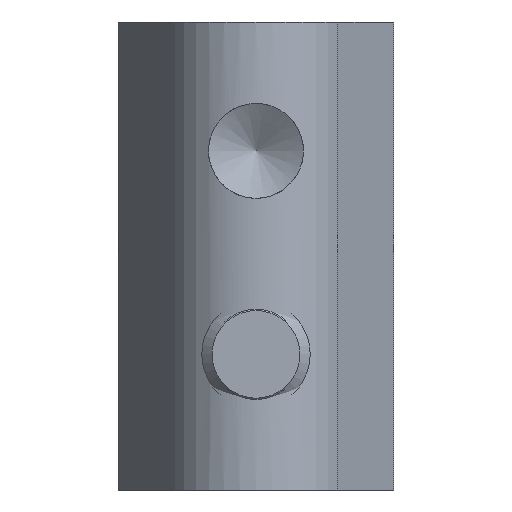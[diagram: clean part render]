
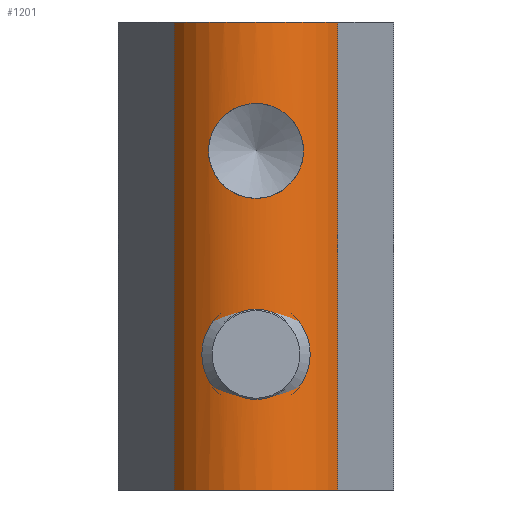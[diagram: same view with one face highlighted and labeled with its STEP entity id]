
A CAD part, left-side view. The second image highlights one B-rep face of the part: STEP entity #1201.
In plain terms, the highlighted cylindrical face has radius 7 mm (diameter 14 mm), a partial arc.
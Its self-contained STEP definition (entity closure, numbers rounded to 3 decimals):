
#75=FACE_BOUND('',#168,.T.);
#76=FACE_BOUND('',#169,.T.);
#85=B_SPLINE_CURVE_WITH_KNOTS('',3,(#1751,#1752,#1753,#1754,#1755,#1756,
#1757,#1758,#1759,#1760,#1761,#1762,#1763,#1764,#1765,#1766,#1767,#1768),
 .UNSPECIFIED.,.F.,.F.,(4,2,2,2,2,2,2,2,4),(1.02,1.147,
1.275,1.402,1.53,1.657,1.784,
1.912,2.039),.UNSPECIFIED.);
#86=B_SPLINE_CURVE_WITH_KNOTS('',3,(#1769,#1770,#1771,#1772,#1773,#1774,
#1775,#1776,#1777,#1778,#1779,#1780,#1781,#1782,#1783,#1784,#1785,#1786),
 .UNSPECIFIED.,.F.,.F.,(4,2,2,2,2,2,2,2,4),(2.039,2.167,
2.295,2.422,2.549,2.677,2.804,
2.932,3.059),.UNSPECIFIED.);
#87=B_SPLINE_CURVE_WITH_KNOTS('',3,(#1789,#1790,#1791,#1792,#1793,#1794,
#1795,#1796,#1797,#1798,#1799,#1800,#1801,#1802,#1803,#1804,#1805,#1806),
 .UNSPECIFIED.,.F.,.F.,(4,2,2,2,2,2,2,2,4),(1.076,1.211,
1.346,1.48,1.614,1.749,1.883,
2.018,2.153),.UNSPECIFIED.);
#88=B_SPLINE_CURVE_WITH_KNOTS('',3,(#1807,#1808,#1809,#1810,#1811,#1812,
#1813,#1814,#1815,#1816,#1817,#1818,#1819,#1820,#1821,#1822,#1823,#1824),
 .UNSPECIFIED.,.F.,.F.,(4,2,2,2,2,2,2,2,4),(2.153,2.287,
2.422,2.556,2.691,2.825,2.959,
3.094,3.229),.UNSPECIFIED.);
#102=FACE_OUTER_BOUND('',#167,.T.);
#167=EDGE_LOOP('',(#781,#782,#783,#784));
#168=EDGE_LOOP('',(#785,#786));
#169=EDGE_LOOP('',(#787,#788));
#242=LINE('',#1745,#346);
#243=LINE('',#1748,#347);
#346=VECTOR('',#1409,1000.);
#347=VECTOR('',#1412,1000.);
#450=CIRCLE('',#1289,7.);
#451=CIRCLE('',#1290,7.);
#496=VERTEX_POINT('',#1741);
#497=VERTEX_POINT('',#1742);
#498=VERTEX_POINT('',#1744);
#499=VERTEX_POINT('',#1746);
#500=VERTEX_POINT('',#1749);
#501=VERTEX_POINT('',#1750);
#502=VERTEX_POINT('',#1787);
#503=VERTEX_POINT('',#1788);
#610=EDGE_CURVE('',#496,#497,#450,.T.);
#611=EDGE_CURVE('',#498,#497,#242,.T.);
#612=EDGE_CURVE('',#499,#498,#451,.T.);
#613=EDGE_CURVE('',#499,#496,#243,.T.);
#614=EDGE_CURVE('',#500,#501,#85,.T.);
#615=EDGE_CURVE('',#501,#500,#86,.T.);
#616=EDGE_CURVE('',#502,#503,#87,.T.);
#617=EDGE_CURVE('',#503,#502,#88,.T.);
#781=ORIENTED_EDGE('',*,*,#610,.T.);
#782=ORIENTED_EDGE('',*,*,#611,.F.);
#783=ORIENTED_EDGE('',*,*,#612,.F.);
#784=ORIENTED_EDGE('',*,*,#613,.T.);
#785=ORIENTED_EDGE('',*,*,#614,.F.);
#786=ORIENTED_EDGE('',*,*,#615,.F.);
#787=ORIENTED_EDGE('',*,*,#616,.F.);
#788=ORIENTED_EDGE('',*,*,#617,.F.);
#1123=CYLINDRICAL_SURFACE('',#1288,7.);
#1201=ADVANCED_FACE('',(#102,#75,#76),#1123,.T.);
#1288=AXIS2_PLACEMENT_3D('',#1740,#1405,#1406);
#1289=AXIS2_PLACEMENT_3D('',#1743,#1407,#1408);
#1290=AXIS2_PLACEMENT_3D('',#1747,#1410,#1411);
#1405=DIRECTION('center_axis',(0.,0.,1.));
#1406=DIRECTION('ref_axis',(0.,1.,0.));
#1407=DIRECTION('center_axis',(0.,0.,-1.));
#1408=DIRECTION('ref_axis',(-1.,0.,0.));
#1409=DIRECTION('',(0.,0.,1.));
#1410=DIRECTION('center_axis',(0.,0.,-1.));
#1411=DIRECTION('ref_axis',(-1.,0.,0.));
#1412=DIRECTION('',(0.,0.,1.));
#1740=CARTESIAN_POINT('Origin',(-6.,0.,
-10.));
#1741=CARTESIAN_POINT('',(-9.568,-6.023,24.5));
#1742=CARTESIAN_POINT('',(-9.568,6.023,24.5));
#1743=CARTESIAN_POINT('Origin',(-6.,0.,
24.5));
#1744=CARTESIAN_POINT('',(-9.568,6.023,-10.));
#1745=CARTESIAN_POINT('',(-9.568,6.023,-10.));
#1746=CARTESIAN_POINT('',(-9.568,-6.023,-10.));
#1747=CARTESIAN_POINT('Origin',(-6.,0.,
-10.));
#1748=CARTESIAN_POINT('',(-9.568,-6.023,-10.));
#1749=CARTESIAN_POINT('',(-12.161,3.324,0.));
#1750=CARTESIAN_POINT('',(-12.161,-3.324,0.));
#1751=CARTESIAN_POINT('Ctrl Pts',(-12.161,3.324,0.));
#1752=CARTESIAN_POINT('Ctrl Pts',(-12.161,3.324,-0.425));
#1753=CARTESIAN_POINT('Ctrl Pts',(-12.209,3.237,-0.873));
#1754=CARTESIAN_POINT('Ctrl Pts',(-12.376,2.896,-1.689));
#1755=CARTESIAN_POINT('Ctrl Pts',(-12.49,2.642,-2.058));
#1756=CARTESIAN_POINT('Ctrl Pts',(-12.697,2.059,-2.641));
#1757=CARTESIAN_POINT('Ctrl Pts',(-12.806,1.69,-2.896));
#1758=CARTESIAN_POINT('Ctrl Pts',(-12.958,0.873,-3.237));
#1759=CARTESIAN_POINT('Ctrl Pts',(-13.,0.424,-3.324));
#1760=CARTESIAN_POINT('Ctrl Pts',(-13.,-0.424,
-3.324));
#1761=CARTESIAN_POINT('Ctrl Pts',(-12.958,-0.873,
-3.237));
#1762=CARTESIAN_POINT('Ctrl Pts',(-12.806,-1.69,-2.896));
#1763=CARTESIAN_POINT('Ctrl Pts',(-12.697,-2.059,-2.641));
#1764=CARTESIAN_POINT('Ctrl Pts',(-12.49,-2.642,-2.058));
#1765=CARTESIAN_POINT('Ctrl Pts',(-12.376,-2.896,-1.689));
#1766=CARTESIAN_POINT('Ctrl Pts',(-12.209,-3.237,-0.873));
#1767=CARTESIAN_POINT('Ctrl Pts',(-12.161,-3.324,-0.425));
#1768=CARTESIAN_POINT('Ctrl Pts',(-12.161,-3.324,0.));
#1769=CARTESIAN_POINT('Ctrl Pts',(-12.161,-3.324,0.));
#1770=CARTESIAN_POINT('Ctrl Pts',(-12.161,-3.324,0.425));
#1771=CARTESIAN_POINT('Ctrl Pts',(-12.209,-3.237,0.873));
#1772=CARTESIAN_POINT('Ctrl Pts',(-12.376,-2.896,1.689));
#1773=CARTESIAN_POINT('Ctrl Pts',(-12.49,-2.642,2.058));
#1774=CARTESIAN_POINT('Ctrl Pts',(-12.697,-2.059,2.641));
#1775=CARTESIAN_POINT('Ctrl Pts',(-12.806,-1.69,2.896));
#1776=CARTESIAN_POINT('Ctrl Pts',(-12.958,-0.873,
3.237));
#1777=CARTESIAN_POINT('Ctrl Pts',(-13.,-0.424,
3.324));
#1778=CARTESIAN_POINT('Ctrl Pts',(-13.,0.424,3.324));
#1779=CARTESIAN_POINT('Ctrl Pts',(-12.958,0.873,3.237));
#1780=CARTESIAN_POINT('Ctrl Pts',(-12.806,1.69,2.896));
#1781=CARTESIAN_POINT('Ctrl Pts',(-12.697,2.059,2.641));
#1782=CARTESIAN_POINT('Ctrl Pts',(-12.49,2.642,2.058));
#1783=CARTESIAN_POINT('Ctrl Pts',(-12.376,2.896,1.689));
#1784=CARTESIAN_POINT('Ctrl Pts',(-12.209,3.237,0.873));
#1785=CARTESIAN_POINT('Ctrl Pts',(-12.161,3.324,0.425));
#1786=CARTESIAN_POINT('Ctrl Pts',(-12.161,3.324,0.));
#1787=CARTESIAN_POINT('',(-12.062,3.5,15.));
#1788=CARTESIAN_POINT('',(-12.062,-3.5,15.));
#1789=CARTESIAN_POINT('Ctrl Pts',(-12.062,3.5,15.));
#1790=CARTESIAN_POINT('Ctrl Pts',(-12.062,3.5,14.551));
#1791=CARTESIAN_POINT('Ctrl Pts',(-12.117,3.409,14.079));
#1792=CARTESIAN_POINT('Ctrl Pts',(-12.304,3.049,13.22));
#1793=CARTESIAN_POINT('Ctrl Pts',(-12.432,2.782,12.832));
#1794=CARTESIAN_POINT('Ctrl Pts',(-12.664,2.169,12.219));
#1795=CARTESIAN_POINT('Ctrl Pts',(-12.784,1.781,11.951));
#1796=CARTESIAN_POINT('Ctrl Pts',(-12.953,0.92,11.591));
#1797=CARTESIAN_POINT('Ctrl Pts',(-13.,0.448,11.5));
#1798=CARTESIAN_POINT('Ctrl Pts',(-13.,-0.448,
11.5));
#1799=CARTESIAN_POINT('Ctrl Pts',(-12.953,-0.92,
11.591));
#1800=CARTESIAN_POINT('Ctrl Pts',(-12.784,-1.781,11.951));
#1801=CARTESIAN_POINT('Ctrl Pts',(-12.664,-2.169,12.219));
#1802=CARTESIAN_POINT('Ctrl Pts',(-12.432,-2.782,12.832));
#1803=CARTESIAN_POINT('Ctrl Pts',(-12.304,-3.049,13.22));
#1804=CARTESIAN_POINT('Ctrl Pts',(-12.117,-3.409,14.079));
#1805=CARTESIAN_POINT('Ctrl Pts',(-12.062,-3.5,14.551));
#1806=CARTESIAN_POINT('Ctrl Pts',(-12.062,-3.5,15.));
#1807=CARTESIAN_POINT('Ctrl Pts',(-12.062,-3.5,15.));
#1808=CARTESIAN_POINT('Ctrl Pts',(-12.062,-3.5,15.449));
#1809=CARTESIAN_POINT('Ctrl Pts',(-12.117,-3.409,15.921));
#1810=CARTESIAN_POINT('Ctrl Pts',(-12.304,-3.049,16.78));
#1811=CARTESIAN_POINT('Ctrl Pts',(-12.432,-2.782,17.168));
#1812=CARTESIAN_POINT('Ctrl Pts',(-12.664,-2.169,17.781));
#1813=CARTESIAN_POINT('Ctrl Pts',(-12.784,-1.781,18.049));
#1814=CARTESIAN_POINT('Ctrl Pts',(-12.953,-0.92,
18.409));
#1815=CARTESIAN_POINT('Ctrl Pts',(-13.,-0.448,
18.5));
#1816=CARTESIAN_POINT('Ctrl Pts',(-13.,0.448,18.5));
#1817=CARTESIAN_POINT('Ctrl Pts',(-12.953,0.92,18.409));
#1818=CARTESIAN_POINT('Ctrl Pts',(-12.784,1.781,18.049));
#1819=CARTESIAN_POINT('Ctrl Pts',(-12.664,2.169,17.781));
#1820=CARTESIAN_POINT('Ctrl Pts',(-12.432,2.782,17.168));
#1821=CARTESIAN_POINT('Ctrl Pts',(-12.304,3.049,16.78));
#1822=CARTESIAN_POINT('Ctrl Pts',(-12.117,3.409,15.921));
#1823=CARTESIAN_POINT('Ctrl Pts',(-12.062,3.5,15.449));
#1824=CARTESIAN_POINT('Ctrl Pts',(-12.062,3.5,15.));
